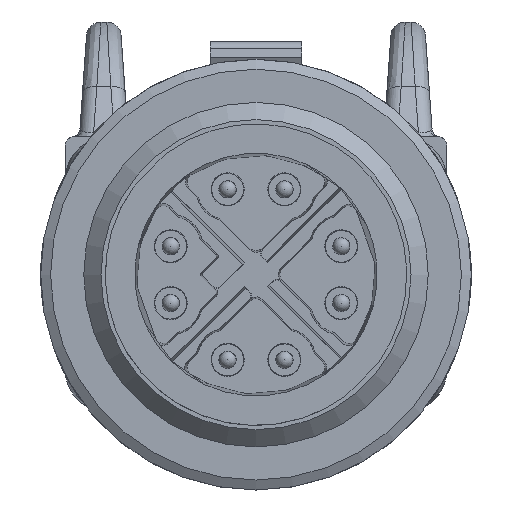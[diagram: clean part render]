
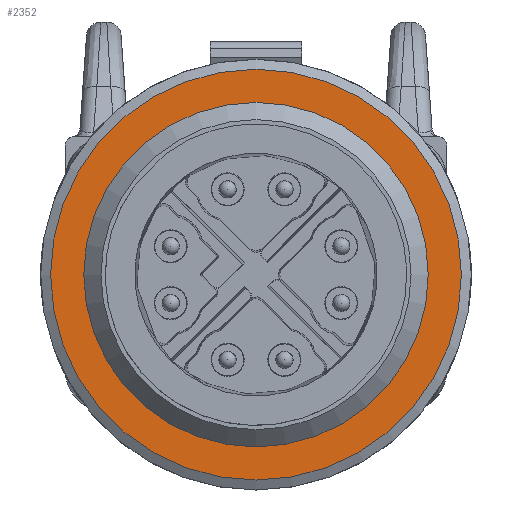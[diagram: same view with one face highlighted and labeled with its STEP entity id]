
A CAD part, front view. The second image highlights one B-rep face of the part: STEP entity #2352.
In plain terms, the highlighted planar face has unit normal (0, -1, 0).
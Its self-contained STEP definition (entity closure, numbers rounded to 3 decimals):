
#142=FACE_BOUND('',#4490,.T.);
#143=FACE_BOUND('',#4491,.T.);
#1480=CIRCLE('',#16575,7.154);
#1481=CIRCLE('',#16577,6.);
#2352=ADVANCED_FACE('',(#142,#143),#2848,.F.);
#2848=PLANE('',#16578);
#4490=EDGE_LOOP('',(#8537));
#4491=EDGE_LOOP('',(#8538));
#8537=ORIENTED_EDGE('',*,*,#12465,.F.);
#8538=ORIENTED_EDGE('',*,*,#12464,.T.);
#10342=VERTEX_POINT('',#26644);
#10343=VERTEX_POINT('',#26647);
#12464=EDGE_CURVE('',#10342,#10342,#1480,.T.);
#12465=EDGE_CURVE('',#10343,#10343,#1481,.T.);
#16575=AXIS2_PLACEMENT_3D('',#26643,#20691,#20692);
#16577=AXIS2_PLACEMENT_3D('',#26646,#20695,#20696);
#16578=AXIS2_PLACEMENT_3D('',#26648,#20697,#20698);
#20691=DIRECTION('',(0.,-1.,0.));
#20692=DIRECTION('',(0.866,0.,0.5));
#20695=DIRECTION('',(0.,-1.,0.));
#20696=DIRECTION('',(0.866,0.,0.5));
#20697=DIRECTION('',(0.,1.,0.));
#20698=DIRECTION('',(0.866,0.,0.5));
#26643=CARTESIAN_POINT('',(50.,42.5,0.));
#26644=CARTESIAN_POINT('',(56.195,42.5,3.577));
#26646=CARTESIAN_POINT('',(50.,42.5,0.));
#26647=CARTESIAN_POINT('',(55.196,42.5,3.));
#26648=CARTESIAN_POINT('',(46.423,42.5,6.195));
